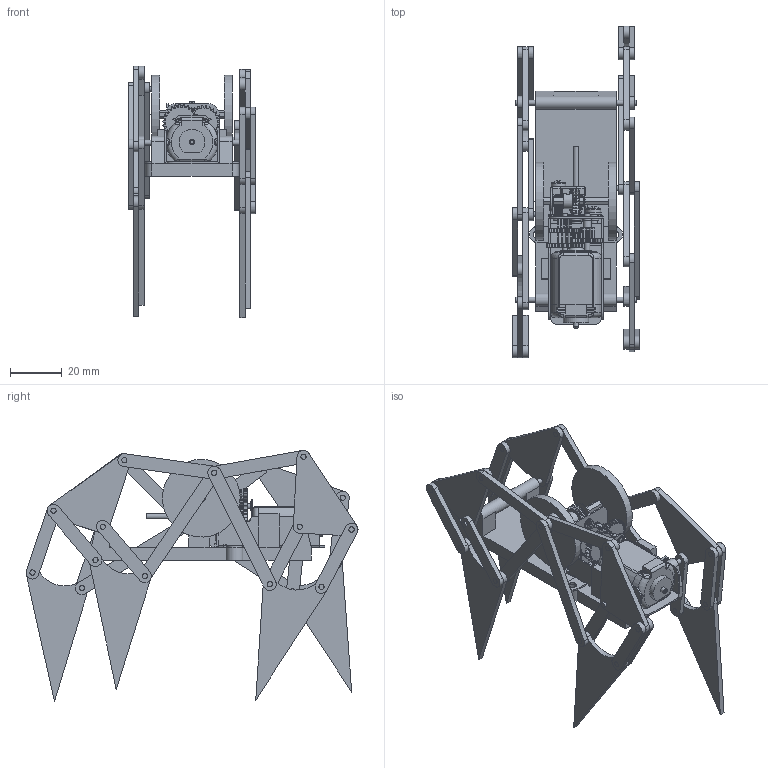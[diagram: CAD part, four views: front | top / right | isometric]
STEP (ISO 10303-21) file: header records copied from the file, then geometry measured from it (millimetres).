
FILE_DESCRIPTION(/* description */ (''),/* implementation_level */ '2;1');
FILE_NAME(/* name */ 'USHI.step',/* time_stamp */ '2021-03-24T12:15:06+09:00',/* author */ (''),/* organization */ (''),/* preprocessor_version */ 'ST-DEVELOPER v18.1',/* originating_system */ 'Autodesk Translation Framework v9.10.0.1330',/* authorisation */ '');
FILE_SCHEMA (('AUTOMOTIVE_DESIGN { 1 0 10303 214 3 1 1 }'));
Products named in the file (43): Ushi_ASM.Professor; BELLY_ASM; CHASSIS; CRANK; PIN-CRANK-LINK; PIN-LEG; TAMIYA-701003_ASM; 2_ASM; 3; 4; 5; 9; MOTEUR__ASM; STATOR_AV_DFAUT_0; STATOR_AR_DFAUT_0; ROTOR_DFAUT_0; PIGNON_8_DFAUT_0; 1; 11; 12; AXES_DFAUT_0; 14; 13; ENTRETOISE_DFAUT_0; 6_ASM; 7; 8; LEG_AF0_ASM; LEG_AF1_ASM; LEG-METATARSUS; LEG-FEMUR; LEG-FEMUR-LINK; LEG-METATARUS-LINK; LEG-TIBIA; LEG_MIRROR_AF0_ASM; LEG_MIRROR_AF1_ASM; LEG-METATARSUS_MIR; LEG-FEMUR_MIR; LEG-FEMUR-LINK_MIR; LEG-METATARUS-LINK_MIR ...
Assembly tree (81 placements, depth 5):
  Ushi_ASM.Professor
    BELLY_ASM
      CHASSIS
      CRANK  x2
      PIN-CRANK-LINK  x2
      PIN-LEG  x4
      TAMIYA-701003_ASM
        2_ASM
          3
          4
          5
        9
        MOTEUR__ASM
          STATOR_AV_DFAUT_0
          STATOR_AR_DFAUT_0
          ROTOR_DFAUT_0
          PIGNON_8_DFAUT_0
        1
        11
        12
        AXES_DFAUT_0  x2
        13  x2
        14
        ENTRETOISE_DFAUT_0
        6_ASM
          7
          8
    LEG_AF0_ASM
      LEG-METATARSUS
      LEG-TIBIA  x3
      LEG-FEMUR
      LEG-FEMUR-LINK
      LEG-METATARUS-LINK
      PIN-2X4MM
      PIN-2X6MM  x3
    LEG_AF1_ASM
      LEG-METATARSUS
      LEG-TIBIA  x3
      LEG-FEMUR
      LEG-FEMUR-LINK
      LEG-METATARUS-LINK
      PIN-2X4MM
      PIN-2X6MM  x3
    LEG_MIRROR_AF0_ASM
      LEG-METATARSUS_MIR
      LEG-TIBIA_MIR  x3
      LEG-FEMUR_MIR
      LEG-FEMUR-LINK_MIR
      LEG-METATARUS-LINK_MIR
      PIN-2X4MM
      PIN-2X6MM  x3
    LEG_MIRROR_AF1_ASM
      LEG-METATARSUS_MIR
      LEG-TIBIA_MIR  x3
      LEG-FEMUR_MIR
      LEG-FEMUR-LINK_MIR
      LEG-METATARUS-LINK_MIR
      PIN-2X4MM
      PIN-2X6MM  x3
Bounding box: 49 x 128.1 x 96.97 mm (x, y, z)
Volume: 42359.8 mm3; surface area: 47554 mm2
Topology: 72 solids, 72 shells, 1713 faces, 4392 edges, 2852 vertices
Faces by surface type: cylinder 637, plane 583, bspline 337, cone 110, torus 44, sphere 2
Full cylindrical faces by diameter (mm): 2 x104, 2.1 x2, 2.5 x5, 3 x36, 3.1 x5, 4 x16, 5 x1, 5.6 x2, 6 x3, 7 x1, 30 x2
Entity records: 54416 total; most frequent: CARTESIAN_POINT 20728, ORIENTED_EDGE 6982, DIRECTION 6552, EDGE_CURVE 3491, AXIS2_PLACEMENT_3D 2501, VERTEX_POINT 2252, LINE 1550, VECTOR 1550
